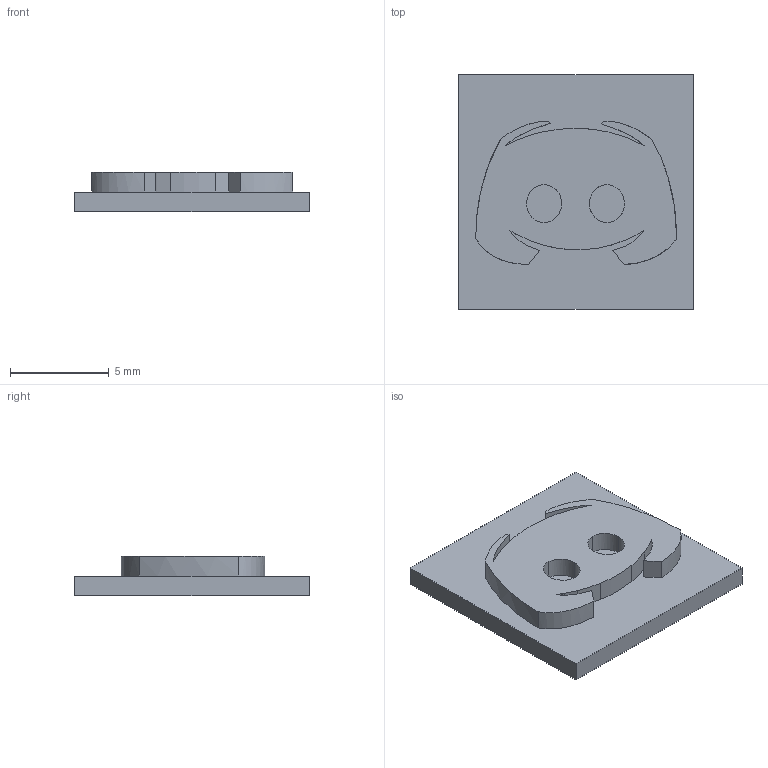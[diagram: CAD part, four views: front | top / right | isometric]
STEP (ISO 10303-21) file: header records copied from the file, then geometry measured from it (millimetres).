
FILE_DESCRIPTION(/* description */ (''),/* implementation_level */ '2;1');
FILE_NAME(/* name */ 'icon_discord.step',/* time_stamp */ '2021-03-05T09:32:54-05:00',/* author */ (''),/* organization */ (''),/* preprocessor_version */ 'ST-DEVELOPER v18.1',/* originating_system */ 'Autodesk Translation Framework v9.10.0.1330',/* authorisation */ '');
FILE_SCHEMA (('AUTOMOTIVE_DESIGN { 1 0 10303 214 3 1 1 }'));
Length unit declared in the file: millimetre
Products named in the file (1): discord
Bounding box: 11.9 x 11.9 x 2 mm (x, y, z)
Volume: 194.2 mm3; surface area: 390 mm2
Topology: 1 solids, 1 shells, 44 faces, 117 edges, 78 vertices
Faces by surface type: bspline 33, plane 11
Entity records: 1510 total; most frequent: CARTESIAN_POINT 617, ORIENTED_EDGE 234, EDGE_CURVE 117, VERTEX_POINT 78, DIRECTION 75, LINE 51, VECTOR 51, EDGE_LOOP 47
